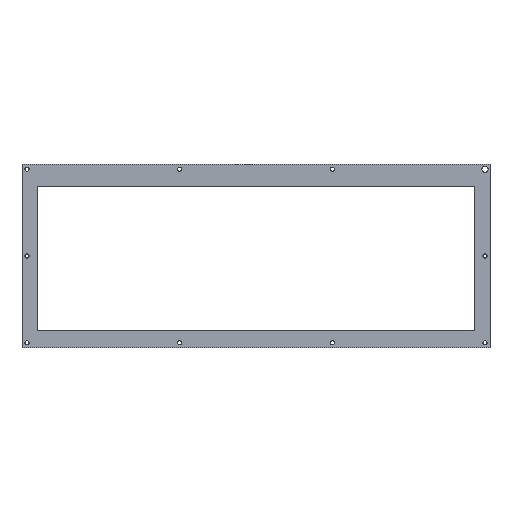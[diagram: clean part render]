
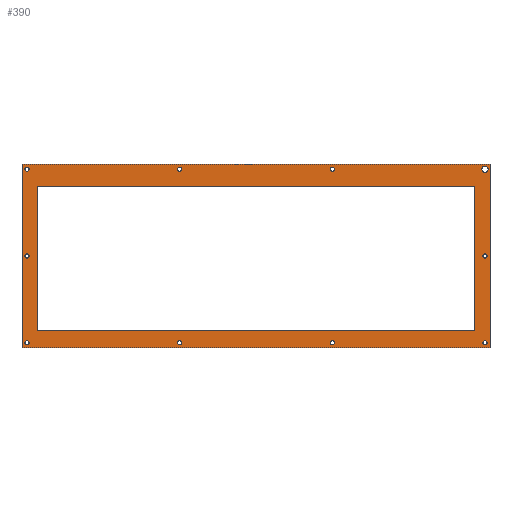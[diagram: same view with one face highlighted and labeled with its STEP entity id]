
A CAD part, top view. The second image highlights one B-rep face of the part: STEP entity #390.
In plain terms, the highlighted planar face has unit normal (0, 0, 1).
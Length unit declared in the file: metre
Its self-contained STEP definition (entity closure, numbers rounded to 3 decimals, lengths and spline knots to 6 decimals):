
#12=CIRCLE('',#414,0.00165);
#14=CIRCLE('',#417,0.00165);
#16=CIRCLE('',#420,0.00165);
#18=CIRCLE('',#423,0.00165);
#20=CIRCLE('',#426,0.00165);
#22=CIRCLE('',#429,0.00165);
#24=CIRCLE('',#432,0.00165);
#26=CIRCLE('',#435,0.00165);
#28=CIRCLE('',#440,0.0025);
#30=CIRCLE('',#443,0.00165);
#94=ORIENTED_EDGE('',*,*,#170,.F.);
#95=ORIENTED_EDGE('',*,*,#142,.F.);
#96=ORIENTED_EDGE('',*,*,#146,.F.);
#97=ORIENTED_EDGE('',*,*,#149,.T.);
#98=ORIENTED_EDGE('',*,*,#169,.T.);
#99=ORIENTED_EDGE('',*,*,#132,.T.);
#100=ORIENTED_EDGE('',*,*,#136,.T.);
#101=ORIENTED_EDGE('',*,*,#139,.F.);
#102=ORIENTED_EDGE('',*,*,#167,.F.);
#103=ORIENTED_EDGE('',*,*,#164,.F.);
#104=ORIENTED_EDGE('',*,*,#162,.F.);
#105=ORIENTED_EDGE('',*,*,#160,.F.);
#106=ORIENTED_EDGE('',*,*,#158,.F.);
#107=ORIENTED_EDGE('',*,*,#156,.F.);
#108=ORIENTED_EDGE('',*,*,#154,.F.);
#109=ORIENTED_EDGE('',*,*,#152,.F.);
#110=ORIENTED_EDGE('',*,*,#150,.F.);
#111=ORIENTED_EDGE('',*,*,#172,.F.);
#132=EDGE_CURVE('',#177,#176,#212,.T.);
#136=EDGE_CURVE('',#176,#179,#216,.T.);
#139=EDGE_CURVE('',#181,#179,#219,.T.);
#142=EDGE_CURVE('',#184,#185,#222,.T.);
#146=EDGE_CURVE('',#187,#184,#226,.T.);
#149=EDGE_CURVE('',#187,#189,#229,.T.);
#150=EDGE_CURVE('',#190,#190,#12,.T.);
#152=EDGE_CURVE('',#192,#192,#14,.T.);
#154=EDGE_CURVE('',#194,#194,#16,.T.);
#156=EDGE_CURVE('',#196,#196,#18,.T.);
#158=EDGE_CURVE('',#198,#198,#20,.T.);
#160=EDGE_CURVE('',#200,#200,#22,.T.);
#162=EDGE_CURVE('',#202,#202,#24,.T.);
#164=EDGE_CURVE('',#204,#204,#26,.T.);
#167=EDGE_CURVE('',#177,#181,#231,.T.);
#169=EDGE_CURVE('',#189,#185,#233,.T.);
#170=EDGE_CURVE('',#206,#206,#28,.T.);
#172=EDGE_CURVE('',#208,#208,#30,.T.);
#176=VERTEX_POINT('',#559);
#177=VERTEX_POINT('',#561);
#179=VERTEX_POINT('',#567);
#181=VERTEX_POINT('',#573);
#184=VERTEX_POINT('',#580);
#185=VERTEX_POINT('',#582);
#187=VERTEX_POINT('',#588);
#189=VERTEX_POINT('',#594);
#190=VERTEX_POINT('',#598);
#192=VERTEX_POINT('',#603);
#194=VERTEX_POINT('',#608);
#196=VERTEX_POINT('',#613);
#198=VERTEX_POINT('',#618);
#200=VERTEX_POINT('',#623);
#202=VERTEX_POINT('',#628);
#204=VERTEX_POINT('',#633);
#206=VERTEX_POINT('',#644);
#208=VERTEX_POINT('',#649);
#212=LINE('',#560,#236);
#216=LINE('',#568,#240);
#219=LINE('',#574,#243);
#222=LINE('',#581,#246);
#226=LINE('',#589,#250);
#229=LINE('',#595,#253);
#231=LINE('',#638,#255);
#233=LINE('',#641,#257);
#236=VECTOR('',#453,1.);
#240=VECTOR('',#459,1.);
#243=VECTOR('',#464,1.);
#246=VECTOR('',#469,1.);
#250=VECTOR('',#475,1.);
#253=VECTOR('',#480,1.);
#255=VECTOR('',#532,1.);
#257=VECTOR('',#536,1.);
#286=EDGE_LOOP('',(#94));
#287=EDGE_LOOP('',(#95,#96,#97,#98));
#288=EDGE_LOOP('',(#99,#100,#101,#102));
#289=EDGE_LOOP('',(#103));
#290=EDGE_LOOP('',(#104));
#291=EDGE_LOOP('',(#105));
#292=EDGE_LOOP('',(#106));
#293=EDGE_LOOP('',(#107));
#294=EDGE_LOOP('',(#108));
#295=EDGE_LOOP('',(#109));
#296=EDGE_LOOP('',(#110));
#297=EDGE_LOOP('',(#111));
#338=FACE_BOUND('',#286,.T.);
#339=FACE_BOUND('',#287,.T.);
#340=FACE_BOUND('',#288,.T.);
#341=FACE_BOUND('',#289,.T.);
#342=FACE_BOUND('',#290,.T.);
#343=FACE_BOUND('',#291,.T.);
#344=FACE_BOUND('',#292,.T.);
#345=FACE_BOUND('',#293,.T.);
#346=FACE_BOUND('',#294,.T.);
#347=FACE_BOUND('',#295,.T.);
#348=FACE_BOUND('',#296,.T.);
#349=FACE_BOUND('',#297,.T.);
#370=PLANE('',#445);
#390=ADVANCED_FACE('',(#338,#339,#340,#341,#342,#343,#344,#345,#346,#347,
#348,#349),#370,.T.);
#414=AXIS2_PLACEMENT_3D('',#597,#483,#484);
#417=AXIS2_PLACEMENT_3D('',#602,#489,#490);
#420=AXIS2_PLACEMENT_3D('',#607,#495,#496);
#423=AXIS2_PLACEMENT_3D('',#612,#501,#502);
#426=AXIS2_PLACEMENT_3D('',#617,#507,#508);
#429=AXIS2_PLACEMENT_3D('',#622,#513,#514);
#432=AXIS2_PLACEMENT_3D('',#627,#519,#520);
#435=AXIS2_PLACEMENT_3D('',#632,#525,#526);
#440=AXIS2_PLACEMENT_3D('',#643,#539,#540);
#443=AXIS2_PLACEMENT_3D('',#648,#545,#546);
#445=AXIS2_PLACEMENT_3D('',#652,#549,#550);
#453=DIRECTION('',(0.,1.,0.));
#459=DIRECTION('',(1.,0.,0.));
#464=DIRECTION('',(0.,1.,0.));
#469=DIRECTION('',(0.,-1.,0.));
#475=DIRECTION('',(1.,0.,0.));
#480=DIRECTION('',(0.,-1.,0.));
#483=DIRECTION('',(0.,0.,1.));
#484=DIRECTION('',(1.,0.,0.));
#489=DIRECTION('',(0.,0.,1.));
#490=DIRECTION('',(1.,0.,0.));
#495=DIRECTION('',(0.,0.,1.));
#496=DIRECTION('',(1.,0.,0.));
#501=DIRECTION('',(0.,0.,1.));
#502=DIRECTION('',(1.,0.,0.));
#507=DIRECTION('',(0.,0.,1.));
#508=DIRECTION('',(1.,0.,0.));
#513=DIRECTION('',(0.,0.,1.));
#514=DIRECTION('',(1.,0.,0.));
#519=DIRECTION('',(0.,0.,1.));
#520=DIRECTION('',(1.,0.,0.));
#525=DIRECTION('',(0.,0.,1.));
#526=DIRECTION('',(1.,0.,0.));
#532=DIRECTION('',(1.,0.,0.));
#536=DIRECTION('',(1.,0.,0.));
#539=DIRECTION('',(0.,0.,1.));
#540=DIRECTION('',(1.,0.,0.));
#545=DIRECTION('',(0.,0.,1.));
#546=DIRECTION('',(1.,0.,0.));
#549=DIRECTION('',(0.,0.,1.));
#550=DIRECTION('',(1.,0.,0.));
#559=CARTESIAN_POINT('',(-0.173718,0.055082,0.017));
#560=CARTESIAN_POINT('',(-0.173718,-0.002068,0.017));
#561=CARTESIAN_POINT('',(-0.173718,-0.059218,0.017));
#567=CARTESIAN_POINT('',(0.173718,0.055082,0.017));
#568=CARTESIAN_POINT('',(0.145,0.055082,0.017));
#573=CARTESIAN_POINT('',(0.173718,-0.059218,0.017));
#574=CARTESIAN_POINT('',(0.173718,-0.002068,0.017));
#580=CARTESIAN_POINT('',(0.186,0.073,0.017));
#581=CARTESIAN_POINT('',(0.186,0.,0.017));
#582=CARTESIAN_POINT('',(0.186,-0.073,0.017));
#588=CARTESIAN_POINT('',(-0.186,0.073,0.017));
#589=CARTESIAN_POINT('',(-0.02675,0.073,0.017));
#594=CARTESIAN_POINT('',(-0.186,-0.073,0.017));
#595=CARTESIAN_POINT('',(-0.186,0.,0.017));
#597=CARTESIAN_POINT('',(-0.182,-0.069,0.017));
#598=CARTESIAN_POINT('',(-0.18035,-0.069,0.017));
#602=CARTESIAN_POINT('',(-0.060667,-0.069,0.017));
#603=CARTESIAN_POINT('',(-0.059017,-0.069,0.017));
#607=CARTESIAN_POINT('',(0.060667,-0.069,0.017));
#608=CARTESIAN_POINT('',(0.062317,-0.069,0.017));
#612=CARTESIAN_POINT('',(0.182,-0.069,0.017));
#613=CARTESIAN_POINT('',(0.18365,-0.069,0.017));
#617=CARTESIAN_POINT('',(0.182,0.,0.017));
#618=CARTESIAN_POINT('',(0.18365,0.,0.017));
#622=CARTESIAN_POINT('',(0.060667,0.069,0.017));
#623=CARTESIAN_POINT('',(0.062317,0.069,0.017));
#627=CARTESIAN_POINT('',(-0.060667,0.069,0.017));
#628=CARTESIAN_POINT('',(-0.059017,0.069,0.017));
#632=CARTESIAN_POINT('',(-0.182,0.069,0.017));
#633=CARTESIAN_POINT('',(-0.18035,0.069,0.017));
#638=CARTESIAN_POINT('',(0.,-0.059218,0.017));
#641=CARTESIAN_POINT('',(0.,-0.073,0.017));
#643=CARTESIAN_POINT('',(0.182,0.069,0.017));
#644=CARTESIAN_POINT('',(0.1845,0.069,0.017));
#648=CARTESIAN_POINT('',(-0.182,0.,0.017));
#649=CARTESIAN_POINT('',(-0.18035,0.,0.017));
#652=CARTESIAN_POINT('',(0.,0.,0.017));
